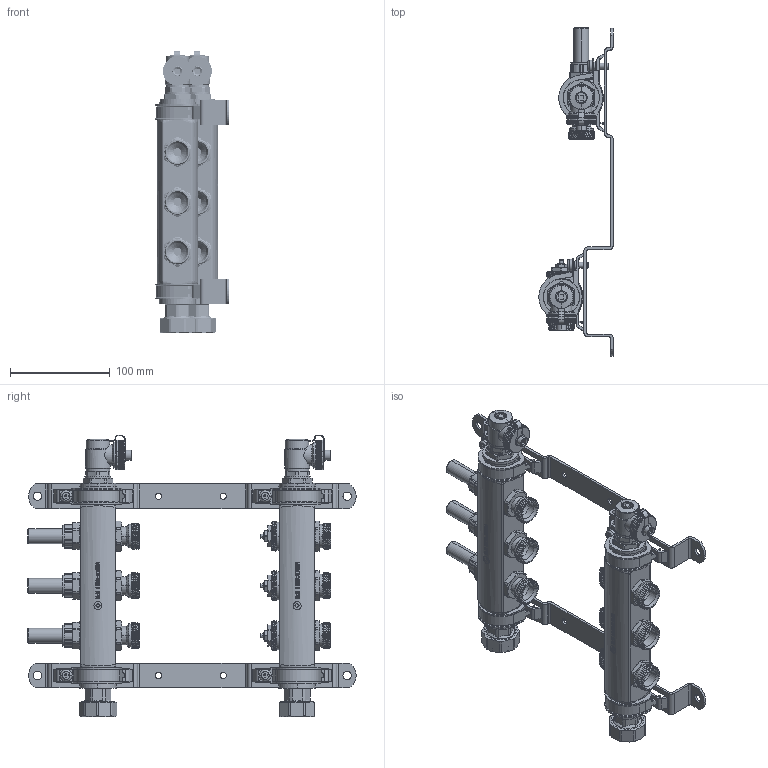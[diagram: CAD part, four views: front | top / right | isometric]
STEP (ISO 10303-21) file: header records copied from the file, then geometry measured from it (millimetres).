
FILE_DESCRIPTION((''),'2;1');
FILE_NAME('9320-03-800_VEREINFAC_SW0001','2016-10-25T',('marann'),(''),'PRO/ENGINEER BY PARAMETRIC TECHNOLOGY CORPORATION, 2011490','PRO/ENGINEER BY PARAMETRIC TECHNOLOGY CORPORATION, 2011490','');
FILE_SCHEMA(('CONFIG_CONTROL_DESIGN'));
Products named in the file (1): 9320-03-800_VEREINFAC_SW0001
Bounding box: 74.75 x 329.7 x 282.8 mm (x, y, z)
Volume: 371791.8 mm3; surface area: 256283.7 mm2
Topology: 7 solids, 8 shells, 3395 faces, 9241 edges, 5980 vertices
Faces by surface type: plane 1470, cylinder 1232, bspline 310, cone 280, torus 103
Entity records: 171278 total; most frequent: CARTESIAN_POINT 87756, ORIENTED_EDGE 18482, DIRECTION 16235, EDGE_CURVE 9241, VERTEX_POINT 5980, AXIS2_PLACEMENT_3D 5906, VECTOR 4423, LINE 4423
